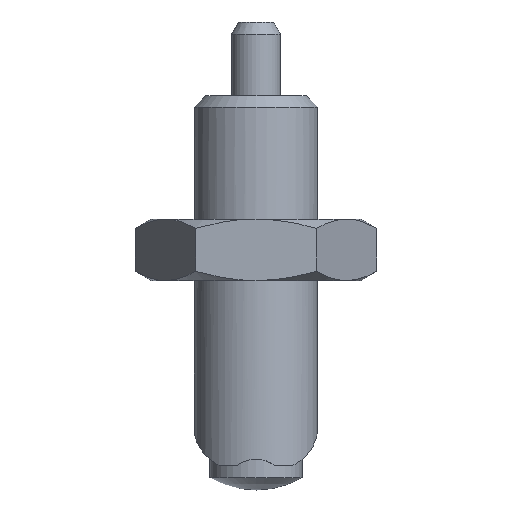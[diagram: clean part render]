
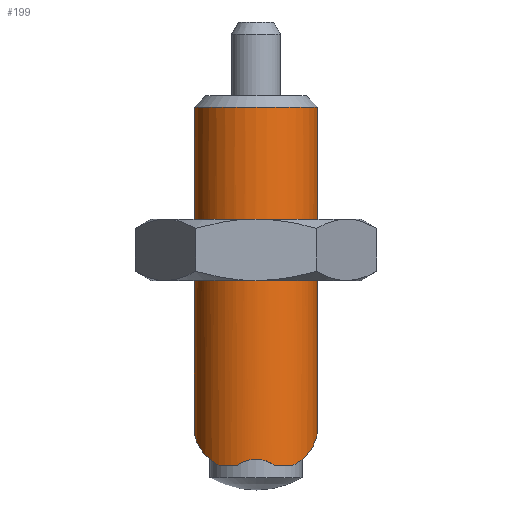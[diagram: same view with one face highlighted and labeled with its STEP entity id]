
A CAD part, left-side view. The second image highlights one B-rep face of the part: STEP entity #199.
In plain terms, the highlighted cylindrical face has radius 5 mm (diameter 10 mm), a full revolution.
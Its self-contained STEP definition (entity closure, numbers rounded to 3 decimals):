
#199 = ADVANCED_FACE( '', ( #400, #401 ), #402, .T. );
#400 = FACE_OUTER_BOUND( '', #623, .T. );
#401 = FACE_OUTER_BOUND( '', #624, .T. );
#402 = CYLINDRICAL_SURFACE( '', #625, 5. );
#623 = EDGE_LOOP( '', ( #947 ) );
#624 = EDGE_LOOP( '', ( #948, #949, #950, #951 ) );
#625 = AXIS2_PLACEMENT_3D( '', #952, #953, #954 );
#947 = ORIENTED_EDGE( '', *, *, #1332, .F. );
#948 = ORIENTED_EDGE( '', *, *, #1333, .T. );
#949 = ORIENTED_EDGE( '', *, *, #1334, .T. );
#950 = ORIENTED_EDGE( '', *, *, #1270, .T. );
#951 = ORIENTED_EDGE( '', *, *, #1305, .F. );
#952 = CARTESIAN_POINT( '', ( 0., 0., 0. ) );
#953 = DIRECTION( '', ( 0., 1., 0. ) );
#954 = DIRECTION( '', ( 0., 0., -1. ) );
#1270 = EDGE_CURVE( '', #1478, #1479, #1480, .T. );
#1305 = EDGE_CURVE( '', #1531, #1479, #1533, .T. );
#1332 = EDGE_CURVE( '', #1574, #1574, #1575, .T. );
#1333 = EDGE_CURVE( '', #1531, #1576, #1577, .T. );
#1334 = EDGE_CURVE( '', #1576, #1478, #1578, .T. );
#1478 = VERTEX_POINT( '', #1780 );
#1479 = VERTEX_POINT( '', #1781 );
#1480 = CIRCLE( '', #1782, 5. );
#1531 = VERTEX_POINT( '', #1878 );
#1533 = ELLIPSE( '', #1881, 6.18, 5. );
#1574 = VERTEX_POINT( '', #1961 );
#1575 = CIRCLE( '', #1962, 5. );
#1576 = VERTEX_POINT( '', #1963 );
#1577 = CIRCLE( '', #1964, 5. );
#1578 = B_SPLINE_CURVE_WITH_KNOTS( '', 3, ( #1965, #1966, #1967, #1968, #1969, #1970, #1971, #1972, #1973, #1974 ), .UNSPECIFIED., .F., .F., ( 4, 2, 2, 2, 4 ), ( 0., 0.001, 0.002, 0.002, 0.003 ), .UNSPECIFIED. );
#1780 = CARTESIAN_POINT( '', ( -4.77, 30., -1.5 ) );
#1781 = CARTESIAN_POINT( '', ( -4., 30., -3. ) );
#1782 = AXIS2_PLACEMENT_3D( '', #2204, #2205, #2206 );
#1878 = CARTESIAN_POINT( '', ( -4., 30., 3. ) );
#1881 = AXIS2_PLACEMENT_3D( '', #2251, #2252, #2253 );
#1961 = CARTESIAN_POINT( '', ( 0., 0.92, -5. ) );
#1962 = AXIS2_PLACEMENT_3D( '', #2281, #2282, #2283 );
#1963 = CARTESIAN_POINT( '', ( -4.77, 30., 1.5 ) );
#1964 = AXIS2_PLACEMENT_3D( '', #2284, #2285, #2286 );
#1965 = CARTESIAN_POINT( '', ( -4.77, 30., 1.5 ) );
#1966 = CARTESIAN_POINT( '', ( -4.837, 29.841, 1.287 ) );
#1967 = CARTESIAN_POINT( '', ( -4.895, 29.717, 1.054 ) );
#1968 = CARTESIAN_POINT( '', ( -4.978, 29.544, 0.54 ) );
#1969 = CARTESIAN_POINT( '', ( -5., 29.5, 0.275 ) );
#1970 = CARTESIAN_POINT( '', ( -5., 29.5, -0.274 ) );
#1971 = CARTESIAN_POINT( '', ( -4.977, 29.544, -0.542 ) );
#1972 = CARTESIAN_POINT( '', ( -4.894, 29.717, -1.054 ) );
#1973 = CARTESIAN_POINT( '', ( -4.837, 29.841, -1.287 ) );
#1974 = CARTESIAN_POINT( '', ( -4.77, 30., -1.5 ) );
#2204 = CARTESIAN_POINT( '', ( 0., 30., 0. ) );
#2205 = DIRECTION( '', ( 0., -1., 0. ) );
#2206 = DIRECTION( '', ( 0., 0., -1. ) );
#2251 = CARTESIAN_POINT( '', ( 0., 27.094, 0. ) );
#2252 = DIRECTION( '', ( 0.588, 0.809, 0. ) );
#2253 = DIRECTION( '', ( 0.809, -0.588, 0. ) );
#2281 = CARTESIAN_POINT( '', ( 0., 0.92, 0. ) );
#2282 = DIRECTION( '', ( 0., -1., 0. ) );
#2283 = DIRECTION( '', ( 0., 0., -1. ) );
#2284 = CARTESIAN_POINT( '', ( 0., 30., 0. ) );
#2285 = DIRECTION( '', ( 0., -1., 0. ) );
#2286 = DIRECTION( '', ( 0., 0., -1. ) );
